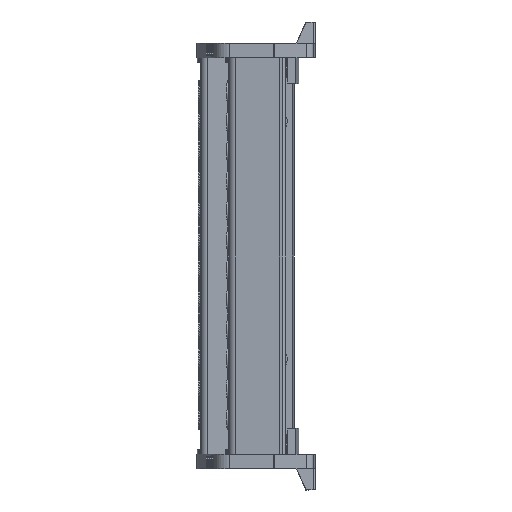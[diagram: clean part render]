
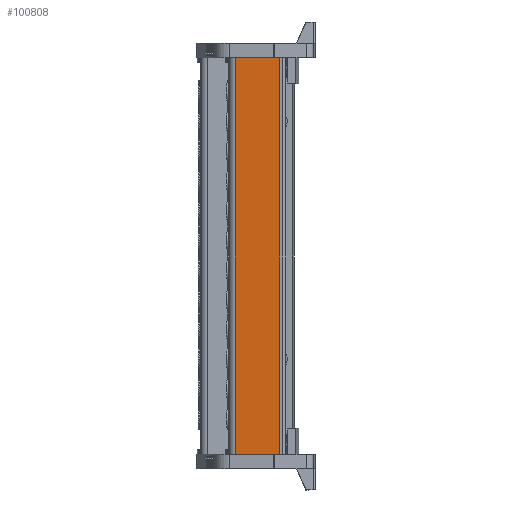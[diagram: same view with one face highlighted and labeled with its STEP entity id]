
A CAD part, front view. The second image highlights one B-rep face of the part: STEP entity #100808.
In plain terms, the highlighted planar face has unit normal (-0.104, -0.995, 0).
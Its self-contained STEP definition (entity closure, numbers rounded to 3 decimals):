
#6524 = CARTESIAN_POINT ( 'NONE',  ( 1882.548, 761.757, 173.02 ) ) ;
#6604 = CARTESIAN_POINT ( 'NONE',  ( 1882.548, 761.757, 5.999 ) ) ;
#14607 = VECTOR ( 'NONE', #69456, 1000. ) ;
#21309 = VERTEX_POINT ( 'NONE', #6524 ) ;
#21343 = VERTEX_POINT ( 'NONE', #6604 ) ;
#37031 = EDGE_LOOP ( 'NONE', ( #64048, #64056, #64067, #64064 ) ) ;
#59014 = VERTEX_POINT ( 'NONE', #77084 ) ;
#59079 = VERTEX_POINT ( 'NONE', #77110 ) ;
#59854 = VECTOR ( 'NONE', #71234, 1000. ) ;
#64048 = ORIENTED_EDGE ( 'NONE', *, *, #100805, .F. ) ;
#64056 = ORIENTED_EDGE ( 'NONE', *, *, #84114, .F. ) ;
#64064 = ORIENTED_EDGE ( 'NONE', *, *, #102630, .T. ) ;
#64067 = ORIENTED_EDGE ( 'NONE', *, *, #100778, .F. ) ;
#66069 = VECTOR ( 'NONE', #98497, 1000. ) ;
#66110 = AXIS2_PLACEMENT_3D ( 'NONE', #98742, #98727, #98762 ) ;
#66117 = VECTOR ( 'NONE', #98711, 1000. ) ;
#69420 = CARTESIAN_POINT ( 'NONE',  ( 1902.332, 759.678, 116.62 ) ) ;
#69427 = LINE ( 'NONE', #69420, #14607 ) ;
#69456 = DIRECTION ( 'NONE',  ( 0., 0., 1. ) ) ;
#71187 = LINE ( 'NONE', #71249, #59854 ) ;
#71234 = DIRECTION ( 'NONE',  ( 0., 0., 1. ) ) ;
#71249 = CARTESIAN_POINT ( 'NONE',  ( 1882.548, 761.757, 116.62 ) ) ;
#77084 = CARTESIAN_POINT ( 'NONE',  ( 1902.332, 759.678, 5.999 ) ) ;
#77110 = CARTESIAN_POINT ( 'NONE',  ( 1902.332, 759.678, 173.02 ) ) ;
#84114 = EDGE_CURVE ( 'NONE', #21343, #21309, #71187, .T. ) ;
#98497 = DIRECTION ( 'NONE',  ( -0.995, 0.105, 0. ) ) ;
#98558 = LINE ( 'NONE', #98570, #66069 ) ;
#98570 = CARTESIAN_POINT ( 'NONE',  ( 1902.332, 759.678, 5.999 ) ) ;
#98701 = LINE ( 'NONE', #98750, #66117 ) ;
#98706 = FACE_OUTER_BOUND ( 'NONE', #37031, .T. ) ;
#98711 = DIRECTION ( 'NONE',  ( 0.995, -0.105, 0. ) ) ;
#98727 = DIRECTION ( 'NONE',  ( -0.105, -0.995, 0. ) ) ;
#98742 = CARTESIAN_POINT ( 'NONE',  ( 1890.867, 760.883, 116.62 ) ) ;
#98746 = PLANE ( 'NONE',  #66110 ) ;
#98750 = CARTESIAN_POINT ( 'NONE',  ( 1882.548, 761.757, 173.02 ) ) ;
#98762 = DIRECTION ( 'NONE',  ( 0.995, -0.105, 0. ) ) ;
#100778 = EDGE_CURVE ( 'NONE', #59014, #21343, #98558, .T. ) ;
#100805 = EDGE_CURVE ( 'NONE', #21309, #59079, #98701, .T. ) ;
#100808 = ADVANCED_FACE ( 'NONE', ( #98706 ), #98746, .T. ) ;
#102630 = EDGE_CURVE ( 'NONE', #59014, #59079, #69427, .T. ) ;
